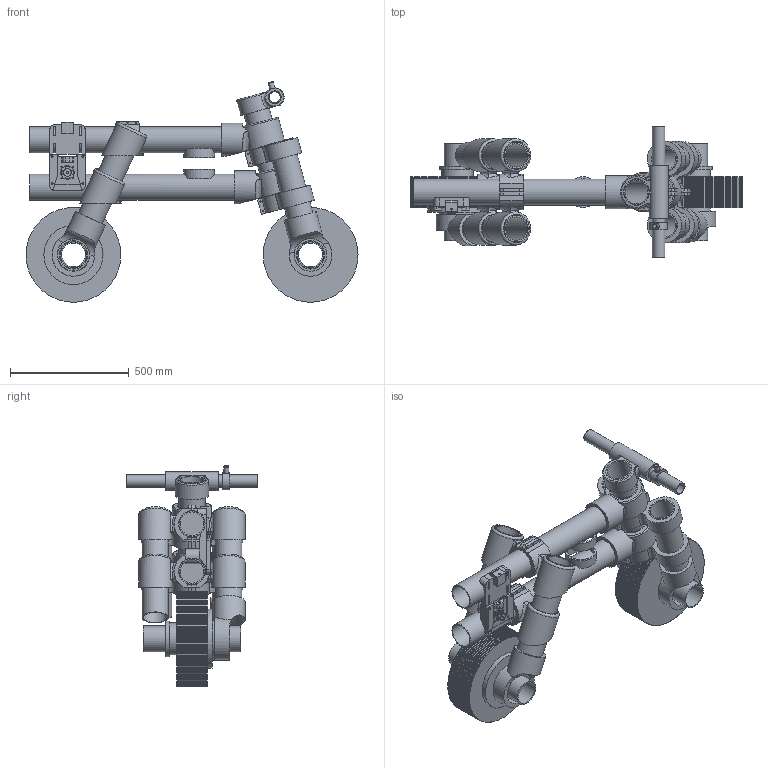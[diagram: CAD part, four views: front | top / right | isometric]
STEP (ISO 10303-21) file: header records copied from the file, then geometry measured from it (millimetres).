
FILE_DESCRIPTION(/* description */ (''),/* implementation_level */ '2;1');
FILE_NAME(/* name */ '6a5b4cb6-69d8-496e-b24b-fcd603edf788.stp',/* time_stamp */ '2022-09-18T19:27:02Z',/* author */ (''),/* organization */ (''),/* preprocessor_version */ 'ST-DEVELOPER v19',/* originating_system */ 'Autodesk Translation Framework v11.7.0.108',/* authorisation */ '');
FILE_SCHEMA (('AUTOMOTIVE_DESIGN { 1 0 10303 214 3 1 1 }'));
Length unit declared in the file: millimetre
Products named in the file (6): Bike; wheel; wheel_1; wheel (1); bushing; motor1 v1
Assembly tree (7 placements, depth 3):
  Bike
    wheel
      wheel (1)
      bushing
    wheel_1
      wheel (1)
      bushing
    motor1 v1
Bounding box: 1400 x 550 x 930.22 mm (x, y, z)
Volume: 57230711.3 mm3; surface area: 30100100.7 mm2
Topology: 146 solids, 146 shells, 1401 faces, 3377 edges, 2283 vertices
Faces by surface type: cylinder 794, plane 557, bspline 27, torus 16, cone 7
Full cylindrical faces by diameter (mm): 2.8 x2, 3.3 x4, 4 x8, 4.5 x42, 8 x2, 8.5 x2, 20 x1, 22 x1, 33 x1, 46 x1, 53 x1, 54 x1, 58 x1, 63 x1, 100 x10, 110 x111, 111.5 x1, 111.508 x3, 111.708 x1, 112 x13, 112.5 x2, 119 x1, 119.6 x2, 120 x7, 122 x2, 130 x2, 134.008 x4, 138 x3, 140 x6, 148.5 x1
Entity records: 41687 total; most frequent: CARTESIAN_POINT 11196, DIRECTION 6402, ORIENTED_EDGE 6134, EDGE_CURVE 3067, AXIS2_PLACEMENT_3D 2456, VERTEX_POINT 2075, EDGE_LOOP 1518, LINE 1490
